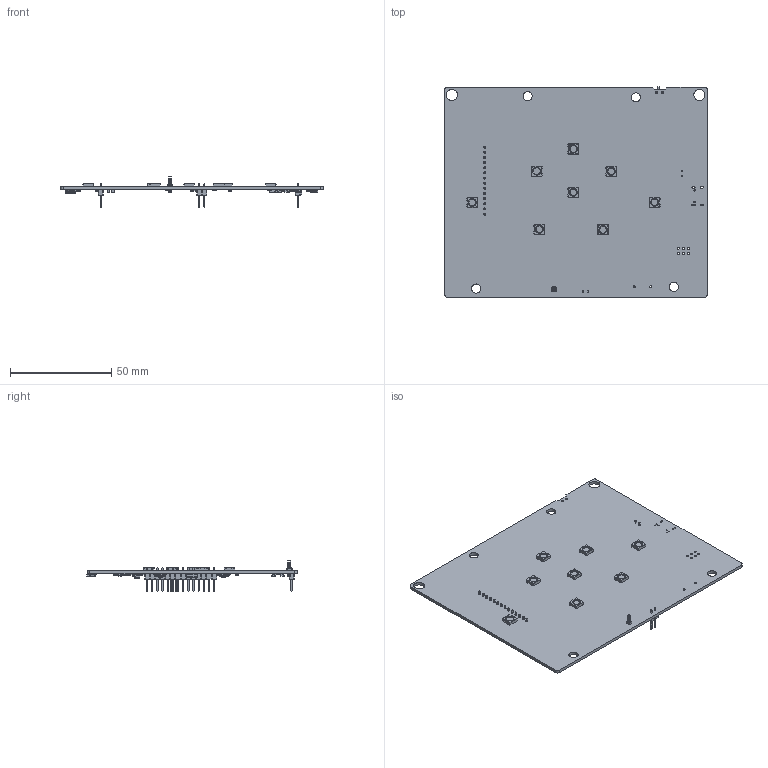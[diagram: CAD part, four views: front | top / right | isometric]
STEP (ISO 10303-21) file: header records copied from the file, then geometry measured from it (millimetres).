
FILE_DESCRIPTION(('KiCad electronic assembly'),'2;1');
FILE_NAME('C14_v2.1.step','2025-12-08T16:09:04',('Pcbnew'),('Kicad'), 'Open CASCADE STEP processor 7.9','KiCad to STEP converter','Unknown' );
FILE_SCHEMA(('AUTOMOTIVE_DESIGN { 1 0 10303 214 1 1 1 1 }'));
Length unit declared in the file: millimetre
Products named in the file (15): C14_v2.1 1; LED_WS2812B_PLCC4_5.0x5.0mm_P3.2mm; PinHeader_2x02_P1.00mm_Vertical; LED_1206_3216Metric; R_1206_3216Metric; SOT-23; PinHeader_1x02_P2.54mm_Vertical; SW_SPST_TL3342; C_0805_2012Metric; R_Array_Convex_4x0603; PinHeader_1x14_P2.54mm_Vertical; CP_EIA-3528-21_Kemet-B; SW_SPDT_PCM12; DFN-8-1EP_2x2mm_P0.5mm_EP1.05x1.75mm; CC14_PCB
Assembly tree (45 placements, depth 2):
  C14_v2.1 1
    LED_WS2812B_PLCC4_5.0x5.0mm_P3.2mm  x9
    PinHeader_2x02_P1.00mm_Vertical
    LED_1206_3216Metric  x2
    R_1206_3216Metric  x13
    SOT-23
    PinHeader_1x02_P2.54mm_Vertical  x2
    SW_SPST_TL3342  x2
    C_0805_2012Metric  x8
    R_Array_Convex_4x0603  x2
    PinHeader_1x14_P2.54mm_Vertical
    CP_EIA-3528-21_Kemet-B
    SW_SPDT_PCM12
    DFN-8-1EP_2x2mm_P0.5mm_EP1.05x1.75mm
    CC14_PCB
Bounding box: 129.47 x 103.76 x 15 mm (x, y, z)
Volume: 20591.2 mm3; surface area: 29994.3 mm2
Topology: 45 solids, 47 shells, 2991 faces, 8102 edges, 5261 vertices
Faces by surface type: plane 2208, cylinder 713, bspline 57, cone 11, torus 2
Full cylindrical faces by diameter (mm): 0.4 x1, 0.5 x4, 0.65 x2, 0.8 x2, 0.9 x2, 1 x16, 1.016 x6, 2 x2, 3.333 x9, 4.5 x4, 5.5 x2
Entity records: 55714 total; most frequent: CARTESIAN_POINT 9837, ORIENTED_EDGE 7552, DIRECTION 7049, EDGE_CURVE 3776, LINE 3193, VECTOR 3193, VERTEX_POINT 2422, AXIS2_PLACEMENT_3D 1928
